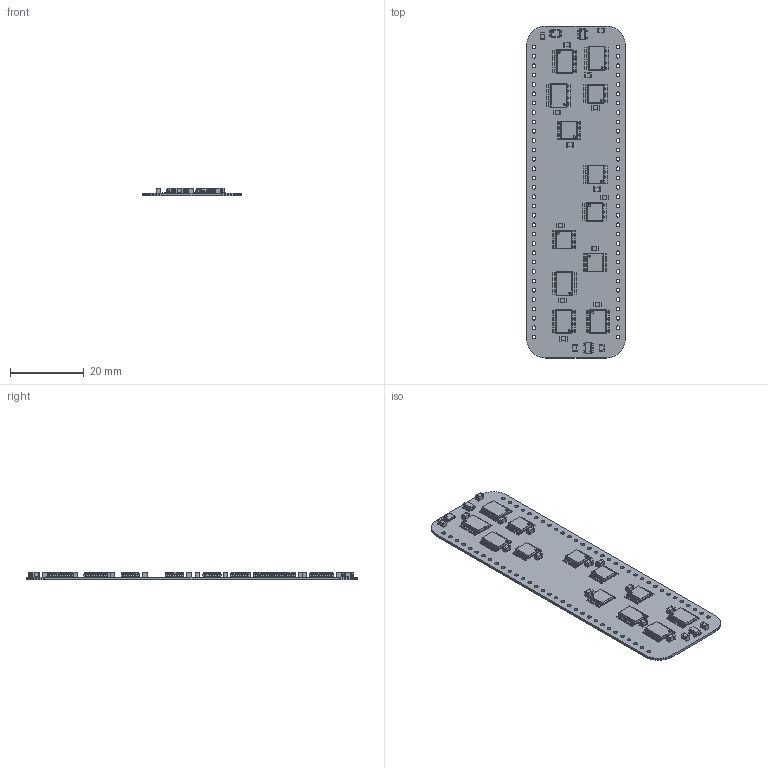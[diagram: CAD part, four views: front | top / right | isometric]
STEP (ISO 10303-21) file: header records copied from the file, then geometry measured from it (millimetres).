
FILE_DESCRIPTION(('KiCad electronic assembly'),'2;1');
FILE_NAME('Counter 24bit with IO.step','2024-01-23T16:59:12',('Pcbnew'), ('Kicad'),'Open CASCADE STEP processor 7.6','KiCad to STEP converter', 'Unknown');
FILE_SCHEMA(('AUTOMOTIVE_DESIGN { 1 0 10303 214 1 1 1 1 }'));
Length unit declared in the file: millimetre
Products named in the file (14): Counter 24bit with IO 1; M74VHC1G126DTT1G; COMPOUND; C_0805_2012Metric; SOLID; 74LVC273PW,118; MC74VHC139DR2G; SN74LVC2G157DCU3; AP7365-33WG-7; Counter 24bit with IO PCB
Assembly tree (38 placements, depth 3):
  Counter 24bit with IO 1
    M74VHC1G126DTT1G
      COMPOUND
    C_0805_2012Metric  x16
      SOLID
    74LVC273PW,118  x6
      COMPOUND
    MC74VHC139DR2G  x6
      COMPOUND
    SN74LVC2G157DCU3
      COMPOUND
    AP7365-33WG-7
      COMPOUND
    Counter 24bit with IO PCB
Bounding box: 26.67 x 90.17 x 2.03 mm (x, y, z)
Volume: 1945.7 mm3; surface area: 6232.7 mm2
Topology: 266 solids, 266 shells, 4013 faces, 10054 edges, 6620 vertices
Faces by surface type: plane 2891, cylinder 1114, sphere 8
Full cylindrical faces by diameter (mm): 0.188 x1, 0.2 x1, 0.55 x12, 1 x64
Entity records: 66897 total; most frequent: CARTESIAN_POINT 14024, DIRECTION 9916, LINE 6500, VECTOR 6500, ORIENTED_EDGE 5128, PCURVE 5128, DEFINITIONAL_REPRESENTATION 5128, EDGE_CURVE 2564
